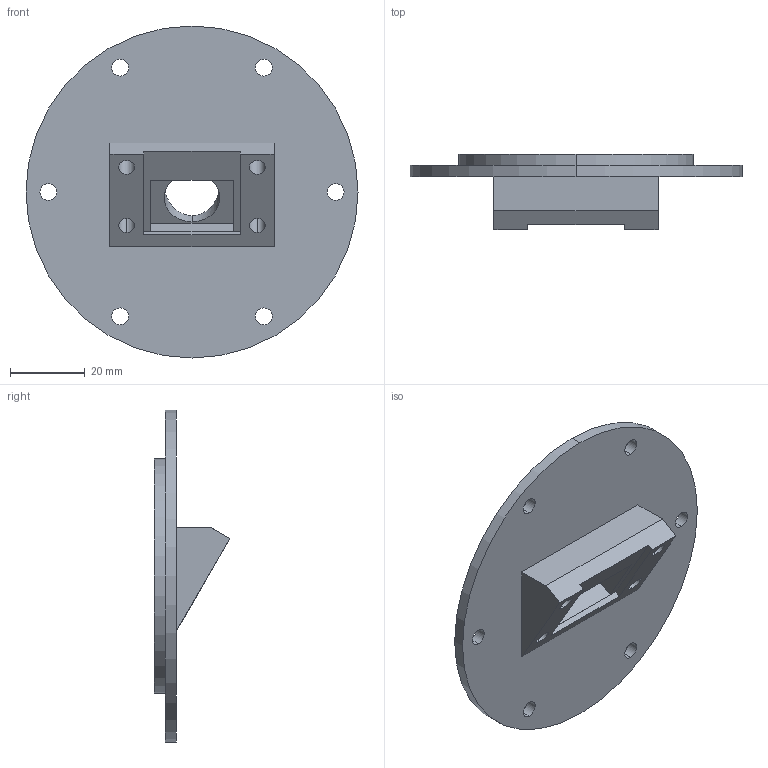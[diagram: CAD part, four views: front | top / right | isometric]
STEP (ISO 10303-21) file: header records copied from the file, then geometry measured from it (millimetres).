
FILE_DESCRIPTION (( 'STEP AP214' ), '1' );
FILE_NAME ('Camera Holder.STEP', '2024-02-05T21:57:03', ( '' ), ( '' ), 'SwSTEP 2.0', 'SolidWorks 2023', '' );
FILE_SCHEMA (( 'AUTOMOTIVE_DESIGN' ));
Length unit declared in the file: millimetre
Products named in the file (1): Camera Holder
Bounding box: 89 x 20.32 x 89 mm (x, y, z)
Volume: 32683.6 mm3; surface area: 15842.8 mm2
Topology: 1 solids, 1 shells, 47 faces, 114 edges, 76 vertices
Faces by surface type: cylinder 26, plane 21
Entity records: 1449 total; most frequent: DIRECTION 258, CARTESIAN_POINT 244, ORIENTED_EDGE 228, EDGE_CURVE 114, AXIS2_PLACEMENT_3D 98, VERTEX_POINT 76, EDGE_LOOP 68, LINE 62
